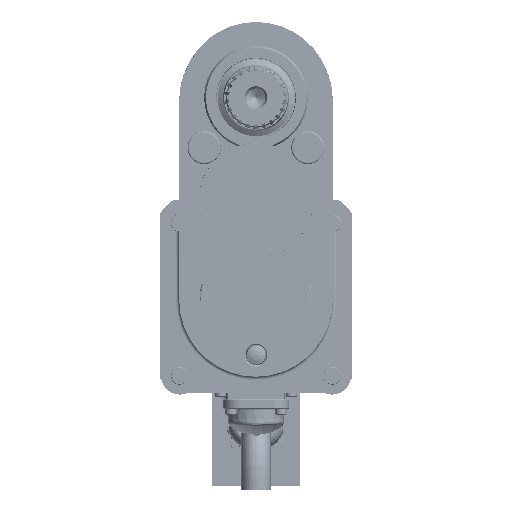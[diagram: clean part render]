
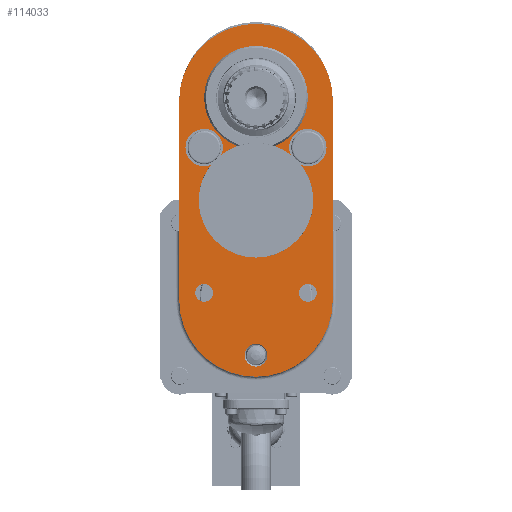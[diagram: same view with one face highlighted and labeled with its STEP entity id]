
A CAD part, left-side view. The second image highlights one B-rep face of the part: STEP entity #114033.
In plain terms, the highlighted planar face has unit normal (-1, 0, 0).
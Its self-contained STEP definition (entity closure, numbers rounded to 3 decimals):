
#4596=FACE_BOUND('',#17359,.T.);
#4597=FACE_BOUND('',#17360,.T.);
#4598=FACE_BOUND('',#17361,.T.);
#4599=FACE_BOUND('',#17362,.T.);
#4600=FACE_BOUND('',#17363,.T.);
#4601=FACE_BOUND('',#17364,.T.);
#5983=PLANE('',#122402);
#11107=FACE_OUTER_BOUND('',#17358,.T.);
#17358=EDGE_LOOP('',(#86444,#86445,#86446,#86447));
#17359=EDGE_LOOP('',(#86448));
#17360=EDGE_LOOP('',(#86449,#86450,#86451));
#17361=EDGE_LOOP('',(#86452,#86453));
#17362=EDGE_LOOP('',(#86454));
#17363=EDGE_LOOP('',(#86455));
#17364=EDGE_LOOP('',(#86456));
#23621=CIRCLE('',#121713,0.5);
#23635=CIRCLE('',#121743,0.5);
#23638=CIRCLE('',#121748,0.425);
#23641=CIRCLE('',#121753,0.425);
#23642=CIRCLE('',#121754,0.425);
#23819=CIRCLE('',#122158,2.5);
#23842=CIRCLE('',#122200,2.763);
#23843=CIRCLE('',#122201,2.763);
#23852=CIRCLE('',#122214,0.55);
#23938=CIRCLE('',#122400,3.7);
#23939=CIRCLE('',#122403,3.7);
#32507=LINE('',#190666,#40847);
#32510=LINE('',#190672,#40850);
#40847=VECTOR('',#141083,9.6);
#40850=VECTOR('',#141088,9.6);
#49931=VERTEX_POINT('',#188104);
#49956=VERTEX_POINT('',#188181);
#49960=VERTEX_POINT('',#188192);
#49964=VERTEX_POINT('',#188203);
#49965=VERTEX_POINT('',#188205);
#50322=VERTEX_POINT('',#189825);
#50323=VERTEX_POINT('',#189827);
#50351=VERTEX_POINT('',#189932);
#50360=VERTEX_POINT('',#189958);
#50533=VERTEX_POINT('',#190659);
#50534=VERTEX_POINT('',#190660);
#50535=VERTEX_POINT('',#190665);
#50537=VERTEX_POINT('',#190671);
#62934=EDGE_CURVE('',#49931,#49931,#23621,.T.);
#62970=EDGE_CURVE('',#49956,#49956,#23635,.T.);
#62974=EDGE_CURVE('',#49960,#49960,#23638,.T.);
#62980=EDGE_CURVE('',#49964,#49965,#23641,.T.);
#62981=EDGE_CURVE('',#49965,#49964,#23642,.T.);
#63552=EDGE_CURVE('',#50323,#50322,#23819,.T.);
#63597=EDGE_CURVE('',#50351,#50322,#23842,.T.);
#63598=EDGE_CURVE('',#50323,#50351,#23843,.T.);
#63610=EDGE_CURVE('',#50360,#50360,#23852,.T.);
#63873=EDGE_CURVE('',#50533,#50534,#23938,.T.);
#63876=EDGE_CURVE('',#50535,#50533,#32507,.T.);
#63879=EDGE_CURVE('',#50534,#50537,#32510,.T.);
#63880=EDGE_CURVE('',#50537,#50535,#23939,.T.);
#86444=ORIENTED_EDGE('',*,*,#63876,.T.);
#86445=ORIENTED_EDGE('',*,*,#63873,.T.);
#86446=ORIENTED_EDGE('',*,*,#63879,.T.);
#86447=ORIENTED_EDGE('',*,*,#63880,.T.);
#86448=ORIENTED_EDGE('',*,*,#63610,.T.);
#86449=ORIENTED_EDGE('',*,*,#63598,.F.);
#86450=ORIENTED_EDGE('',*,*,#63552,.T.);
#86451=ORIENTED_EDGE('',*,*,#63597,.F.);
#86452=ORIENTED_EDGE('',*,*,#62981,.F.);
#86453=ORIENTED_EDGE('',*,*,#62980,.F.);
#86454=ORIENTED_EDGE('',*,*,#62974,.T.);
#86455=ORIENTED_EDGE('',*,*,#62970,.F.);
#86456=ORIENTED_EDGE('',*,*,#62934,.F.);
#114033=ADVANCED_FACE('',(#11107,#4596,#4597,#4598,#4599,#4600,#4601),#5983,
 .T.);
#121713=AXIS2_PLACEMENT_3D('',#188106,#139202,#139203);
#121743=AXIS2_PLACEMENT_3D('',#188183,#139284,#139285);
#121748=AXIS2_PLACEMENT_3D('',#188193,#139295,#139296);
#121753=AXIS2_PLACEMENT_3D('',#188206,#139308,#139309);
#121754=AXIS2_PLACEMENT_3D('',#188207,#139310,#139311);
#122158=AXIS2_PLACEMENT_3D('',#189828,#140401,#140402);
#122200=AXIS2_PLACEMENT_3D('',#189934,#140505,#140506);
#122201=AXIS2_PLACEMENT_3D('',#189935,#140507,#140508);
#122214=AXIS2_PLACEMENT_3D('',#189960,#140536,#140537);
#122400=AXIS2_PLACEMENT_3D('',#190661,#141077,#141078);
#122402=AXIS2_PLACEMENT_3D('',#190670,#141086,#141087);
#122403=AXIS2_PLACEMENT_3D('',#190673,#141089,#141090);
#139202=DIRECTION('center_axis',(-1.,0.,0.));
#139203=DIRECTION('ref_axis',(0.,1.,0.));
#139284=DIRECTION('center_axis',(-1.,0.,0.));
#139285=DIRECTION('ref_axis',(0.,1.,0.));
#139295=DIRECTION('center_axis',(1.,0.,0.));
#139296=DIRECTION('ref_axis',(0.,-1.,0.));
#139308=DIRECTION('center_axis',(-1.,0.,0.));
#139309=DIRECTION('ref_axis',(0.,1.,0.));
#139310=DIRECTION('center_axis',(-1.,0.,0.));
#139311=DIRECTION('ref_axis',(0.,1.,0.));
#140401=DIRECTION('center_axis',(1.,0.,0.));
#140402=DIRECTION('ref_axis',(0.,0.363,-0.932));
#140505=DIRECTION('center_axis',(-1.,0.,0.));
#140506=DIRECTION('ref_axis',(0.,0.329,0.944));
#140507=DIRECTION('center_axis',(-1.,0.,0.));
#140508=DIRECTION('ref_axis',(0.,0.329,0.944));
#140536=DIRECTION('center_axis',(1.,0.,0.));
#140537=DIRECTION('ref_axis',(0.,0.,
-1.));
#141077=DIRECTION('center_axis',(-1.,0.,0.));
#141078=DIRECTION('ref_axis',(0.,1.,0.));
#141083=DIRECTION('',(0.,0.,-1.));
#141086=DIRECTION('center_axis',(-1.,0.,0.));
#141087=DIRECTION('ref_axis',(0.,1.,0.));
#141088=DIRECTION('',(0.,0.,1.));
#141089=DIRECTION('center_axis',(-1.,0.,0.));
#141090=DIRECTION('ref_axis',(0.,-1.,0.));
#188104=CARTESIAN_POINT('',(-5.8,3.,7.323));
#188106=CARTESIAN_POINT('Origin',(-5.8,2.5,7.323));
#188181=CARTESIAN_POINT('',(-5.8,-2.,7.323));
#188183=CARTESIAN_POINT('Origin',(-5.8,-2.5,7.323));
#188192=CARTESIAN_POINT('',(-5.8,2.925,0.323));
#188193=CARTESIAN_POINT('Origin',(-5.8,2.5,0.323));
#188203=CARTESIAN_POINT('',(-5.8,-2.925,0.323));
#188205=CARTESIAN_POINT('',(-5.8,-2.075,0.323));
#188206=CARTESIAN_POINT('Origin',(-5.8,-2.5,0.323));
#188207=CARTESIAN_POINT('Origin',(-5.8,-2.5,0.323));
#189825=CARTESIAN_POINT('',(-5.8,-0.908,7.394));
#189827=CARTESIAN_POINT('',(-5.8,0.908,7.394));
#189828=CARTESIAN_POINT('Origin',(-5.8,0.,
9.723));
#189932=CARTESIAN_POINT('',(-5.8,0.,2.022));
#189934=CARTESIAN_POINT('Origin',(-5.8,0.,
4.785));
#189935=CARTESIAN_POINT('Origin',(-5.8,0.,
4.785));
#189958=CARTESIAN_POINT('',(-5.8,0.,-3.227));
#189960=CARTESIAN_POINT('Origin',(-5.8,0.,
-2.677));
#190659=CARTESIAN_POINT('',(-5.8,3.7,-0.015));
#190660=CARTESIAN_POINT('',(-5.8,-3.7,-0.015));
#190661=CARTESIAN_POINT('Origin',(-5.8,0.,
-0.015));
#190665=CARTESIAN_POINT('',(-5.8,3.7,9.585));
#190666=CARTESIAN_POINT('',(-5.8,3.7,9.585));
#190670=CARTESIAN_POINT('Origin',(-5.8,0.,
4.785));
#190671=CARTESIAN_POINT('',(-5.8,-3.7,9.585));
#190672=CARTESIAN_POINT('',(-5.8,-3.7,-0.015));
#190673=CARTESIAN_POINT('Origin',(-5.8,0.,
9.585));
